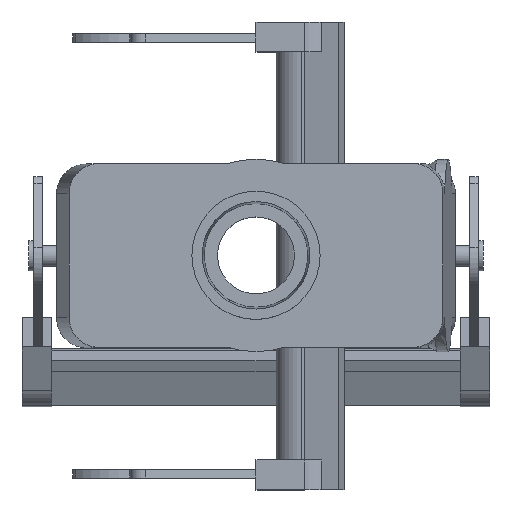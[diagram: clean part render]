
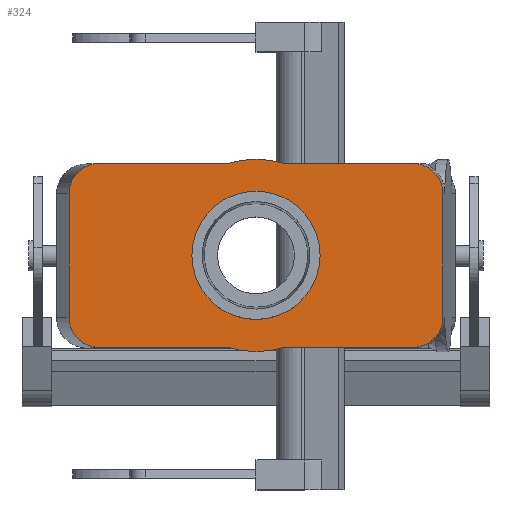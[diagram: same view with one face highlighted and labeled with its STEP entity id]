
A CAD part, top view. The second image highlights one B-rep face of the part: STEP entity #324.
In plain terms, the highlighted planar face has unit normal (0, 0, 1).
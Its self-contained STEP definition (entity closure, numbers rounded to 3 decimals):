
#324 = ADVANCED_FACE( '', ( #833, #834 ), #835, .T. );
#833 = FACE_BOUND( '', #1573, .T. );
#834 = FACE_OUTER_BOUND( '', #1574, .T. );
#835 = PLANE( '', #1575 );
#1573 = EDGE_LOOP( '', ( #2492 ) );
#1574 = EDGE_LOOP( '', ( #2493, #2494, #2495, #2496, #2497, #2498, #2499, #2500, #2501, #2502, #2503, #2504 ) );
#1575 = AXIS2_PLACEMENT_3D( '', #2505, #2506, #2507 );
#2492 = ORIENTED_EDGE( '', *, *, #4501, .F. );
#2493 = ORIENTED_EDGE( '', *, *, #4502, .T. );
#2494 = ORIENTED_EDGE( '', *, *, #4503, .T. );
#2495 = ORIENTED_EDGE( '', *, *, #4504, .T. );
#2496 = ORIENTED_EDGE( '', *, *, #4505, .F. );
#2497 = ORIENTED_EDGE( '', *, *, #4384, .F. );
#2498 = ORIENTED_EDGE( '', *, *, #4456, .F. );
#2499 = ORIENTED_EDGE( '', *, *, #4506, .T. );
#2500 = ORIENTED_EDGE( '', *, *, #4507, .T. );
#2501 = ORIENTED_EDGE( '', *, *, #4508, .F. );
#2502 = ORIENTED_EDGE( '', *, *, #4509, .F. );
#2503 = ORIENTED_EDGE( '', *, *, #4510, .F. );
#2504 = ORIENTED_EDGE( '', *, *, #4511, .T. );
#2505 = CARTESIAN_POINT( '', ( -43.75, 0., 76. ) );
#2506 = DIRECTION( '', ( 0., 0., 1. ) );
#2507 = DIRECTION( '', ( 1., 0., 0. ) );
#4384 = EDGE_CURVE( '', #5210, #5212, #5213, .T. );
#4456 = EDGE_CURVE( '', #5340, #5210, #5342, .T. );
#4501 = EDGE_CURVE( '', #5417, #5417, #5418, .T. );
#4502 = EDGE_CURVE( '', #5419, #5420, #5421, .T. );
#4503 = EDGE_CURVE( '', #5420, #5422, #5423, .T. );
#4504 = EDGE_CURVE( '', #5422, #5424, #5425, .T. );
#4505 = EDGE_CURVE( '', #5212, #5424, #5426, .T. );
#4506 = EDGE_CURVE( '', #5340, #5427, #5428, .T. );
#4507 = EDGE_CURVE( '', #5427, #5429, #5430, .T. );
#4508 = EDGE_CURVE( '', #5431, #5429, #5432, .T. );
#4509 = EDGE_CURVE( '', #5433, #5431, #5434, .T. );
#4510 = EDGE_CURVE( '', #5435, #5433, #5436, .T. );
#4511 = EDGE_CURVE( '', #5435, #5419, #5437, .T. );
#5210 = VERTEX_POINT( '', #6437 );
#5212 = VERTEX_POINT( '', #6440 );
#5213 = ELLIPSE( '', #6441, 7.009, 7. );
#5340 = VERTEX_POINT( '', #6655 );
#5342 = LINE( '', #6658, #6659 );
#5417 = VERTEX_POINT( '', #6760 );
#5418 = CIRCLE( '', #6761, 15. );
#5419 = VERTEX_POINT( '', #6762 );
#5420 = VERTEX_POINT( '', #6763 );
#5421 = ELLIPSE( '', #6764, 7.009, 7. );
#5422 = VERTEX_POINT( '', #6765 );
#5423 = LINE( '', #6766, #6767 );
#5424 = VERTEX_POINT( '', #6768 );
#5425 = CIRCLE( '', #6769, 22.5 );
#5426 = LINE( '', #6770, #6771 );
#5427 = VERTEX_POINT( '', #6772 );
#5428 = ELLIPSE( '', #6773, 7.009, 7. );
#5429 = VERTEX_POINT( '', #6774 );
#5430 = LINE( '', #6775, #6776 );
#5431 = VERTEX_POINT( '', #6777 );
#5432 = CIRCLE( '', #6778, 22.5 );
#5433 = VERTEX_POINT( '', #6779 );
#5434 = LINE( '', #6780, #6781 );
#5435 = VERTEX_POINT( '', #6782 );
#5436 = ELLIPSE( '', #6783, 7.009, 7. );
#5437 = LINE( '', #6784, #6785 );
#6437 = CARTESIAN_POINT( '', ( 43.75, -14.5, 76. ) );
#6440 = CARTESIAN_POINT( '', ( 36.741, -21.5, 76. ) );
#6441 = AXIS2_PLACEMENT_3D( '', #8190, #8191, #8192 );
#6655 = CARTESIAN_POINT( '', ( 43.75, 14.5, 76. ) );
#6658 = CARTESIAN_POINT( '', ( 43.75, 0., 76. ) );
#6659 = VECTOR( '', #8254, 1000. );
#6760 = CARTESIAN_POINT( '', ( 15., 0., 76. ) );
#6761 = AXIS2_PLACEMENT_3D( '', #8317, #8318, #8319 );
#6762 = CARTESIAN_POINT( '', ( -43.75, -14.5, 76. ) );
#6763 = CARTESIAN_POINT( '', ( -36.741, -21.5, 76. ) );
#6764 = AXIS2_PLACEMENT_3D( '', #8320, #8321, #8322 );
#6765 = CARTESIAN_POINT( '', ( -6.633, -21.5, 76. ) );
#6766 = CARTESIAN_POINT( '', ( -43.75, -21.5, 76. ) );
#6767 = VECTOR( '', #8323, 1000. );
#6768 = CARTESIAN_POINT( '', ( 6.633, -21.5, 76. ) );
#6769 = AXIS2_PLACEMENT_3D( '', #8324, #8325, #8326 );
#6770 = CARTESIAN_POINT( '', ( 43.75, -21.5, 76. ) );
#6771 = VECTOR( '', #8327, 1000. );
#6772 = CARTESIAN_POINT( '', ( 36.741, 21.5, 76. ) );
#6773 = AXIS2_PLACEMENT_3D( '', #8328, #8329, #8330 );
#6774 = CARTESIAN_POINT( '', ( 6.633, 21.5, 76. ) );
#6775 = CARTESIAN_POINT( '', ( 43.75, 21.5, 76. ) );
#6776 = VECTOR( '', #8331, 1000. );
#6777 = CARTESIAN_POINT( '', ( -6.633, 21.5, 76. ) );
#6778 = AXIS2_PLACEMENT_3D( '', #8332, #8333, #8334 );
#6779 = CARTESIAN_POINT( '', ( -36.741, 21.5, 76. ) );
#6780 = CARTESIAN_POINT( '', ( -43.75, 21.5, 76. ) );
#6781 = VECTOR( '', #8335, 1000. );
#6782 = CARTESIAN_POINT( '', ( -43.75, 14.5, 76. ) );
#6783 = AXIS2_PLACEMENT_3D( '', #8336, #8337, #8338 );
#6784 = CARTESIAN_POINT( '', ( -43.75, 0., 76. ) );
#6785 = VECTOR( '', #8339, 1000. );
#8190 = CARTESIAN_POINT( '', ( 36.741, -14.5, 76. ) );
#8191 = DIRECTION( '', ( 0., 0., -1. ) );
#8192 = DIRECTION( '', ( 1., 0., 0. ) );
#8254 = DIRECTION( '', ( 0., -1., 0. ) );
#8317 = CARTESIAN_POINT( '', ( 0., 0., 76. ) );
#8318 = DIRECTION( '', ( 0., 0., 1. ) );
#8319 = DIRECTION( '', ( 1., 0., 0. ) );
#8320 = CARTESIAN_POINT( '', ( -36.741, -14.5, 76. ) );
#8321 = DIRECTION( '', ( 0., 0., 1. ) );
#8322 = DIRECTION( '', ( -1., 0., 0. ) );
#8323 = DIRECTION( '', ( 1., 0., 0. ) );
#8324 = CARTESIAN_POINT( '', ( 0., 0., 76. ) );
#8325 = DIRECTION( '', ( 0., 0., 1. ) );
#8326 = DIRECTION( '', ( 1., 0., 0. ) );
#8327 = DIRECTION( '', ( -1., 0., 0. ) );
#8328 = CARTESIAN_POINT( '', ( 36.741, 14.5, 76. ) );
#8329 = DIRECTION( '', ( 0., 0., 1. ) );
#8330 = DIRECTION( '', ( 1., 0., 0. ) );
#8331 = DIRECTION( '', ( -1., 0., 0. ) );
#8332 = CARTESIAN_POINT( '', ( 0., 0., 76. ) );
#8333 = DIRECTION( '', ( 0., 0., -1. ) );
#8334 = DIRECTION( '', ( 1., 0., 0. ) );
#8335 = DIRECTION( '', ( 1., 0., 0. ) );
#8336 = CARTESIAN_POINT( '', ( -36.741, 14.5, 76. ) );
#8337 = DIRECTION( '', ( 0., 0., -1. ) );
#8338 = DIRECTION( '', ( -1., 0., 0. ) );
#8339 = DIRECTION( '', ( 0., -1., 0. ) );
